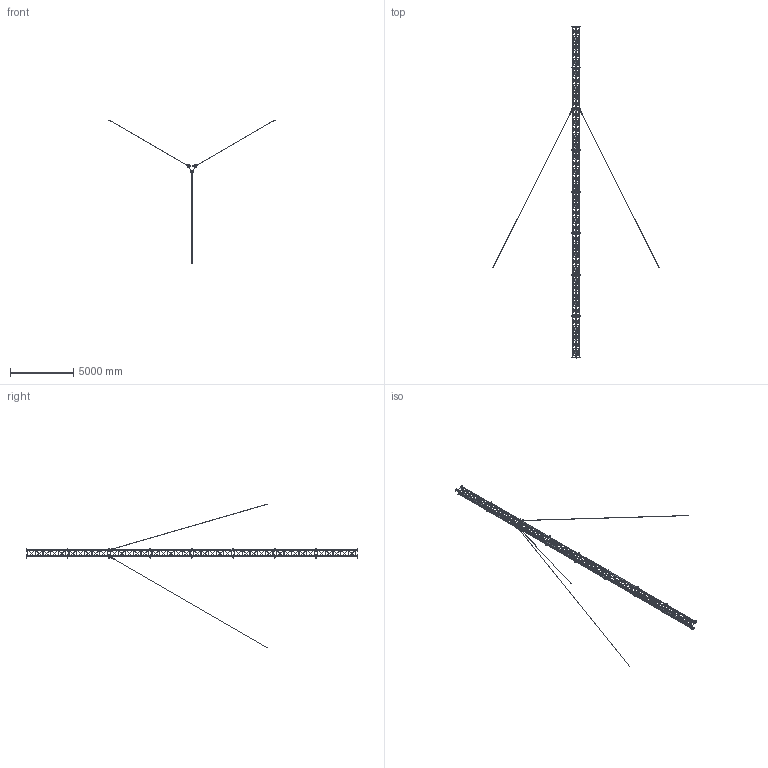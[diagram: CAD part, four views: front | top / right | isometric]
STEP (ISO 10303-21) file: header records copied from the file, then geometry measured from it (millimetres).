
FILE_DESCRIPTION (( 'STEP AP214' ), '1' );
FILE_NAME ('Cellular communications tower.STEP', '2012-05-16T13:09:09', ( '' ), ( '' ), 'SwSTEP 2.0', 'SolidWorks 2011', '' );
FILE_SCHEMA (( 'AUTOMOTIVE_DESIGN' ));
Length unit declared in the file: millimetre
Products named in the file (13): ?????? ? ?????_?? ?????????; ??????? ??? ???_?? ?????????<??? ???????????? >; ???_?? ?????????<??? ???????????? >; ????10_?? ?????????<??? ???????????? >; ????? ????? 10_?? ?????????<??? ???????????? >; ??? ?????? ????_?? ?????????; ?????? ???????_?? ?????????<??? ???????????? >; ??? ??????_?? ?????????; ???????? ?20_?? ?????????; ?????? ??????? ???????_?? ?????????<??? ???????????? >; ?????? ?????_?? ?????????<??? ???????????? >; Cellular communications tower
Assembly tree (66 placements, depth 3):
  Cellular communications tower
    ??? ??????_?? ?????????  x3
      ???????? ?20_?? ?????????
      ?????? ?????_?? ?????????<??? ???????????? >
      ?????? ??????? ???????_?? ?????????<??? ???????????? >
    ?????? ? ?????_?? ?????????  x3
      ????10_?? ?????????<??? ???????????? >
      ???_?? ?????????<??? ???????????? >
      ??????? ??? ???_?? ?????????<??? ???????????? >
      ????? ????? 10_?? ?????????<??? ???????????? >
      ????10_?? ?????????<??? ???????????? >
    ??? ?????? ????_?? ?????????
      ???????? ?20_?? ?????????  x24
      ?????? ???????_?? ?????????<??? ???????????? >
      ?????? ?????_?? ?????????<??? ???????????? >
Bounding box: 13087.55 x 26155 x 11336.6 mm (x, y, z)
Volume: 197021388.3 mm3; surface area: 59027666.5 mm2
Topology: 600 solids, 600 shells, 6240 faces, 13395 edges, 8832 vertices
Faces by surface type: cylinder 3030, plane 2334, cone 768, torus 96, bspline 9, sphere 3
Entity records: 56931 total; most frequent: CARTESIAN_POINT 33588, DIRECTION 4110, ORIENTED_EDGE 3972, EDGE_CURVE 1986, AXIS2_PLACEMENT_3D 1644, VERTEX_POINT 1314, EDGE_LOOP 1224, FACE_OUTER_BOUND 1049
